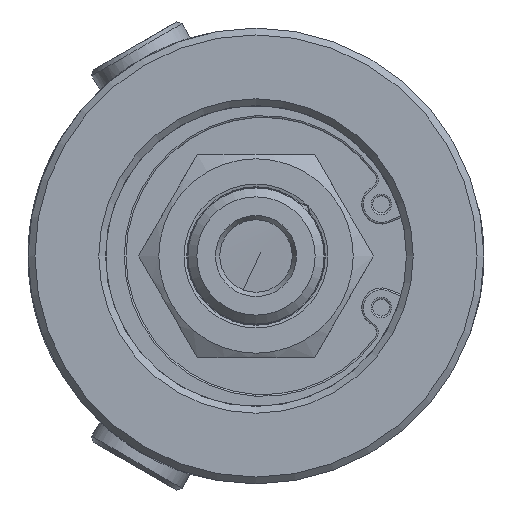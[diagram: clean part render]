
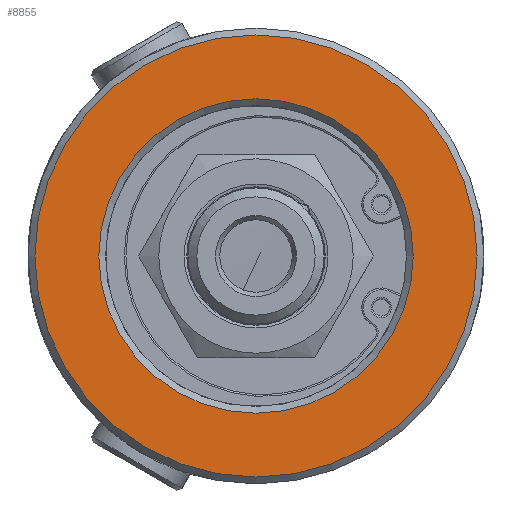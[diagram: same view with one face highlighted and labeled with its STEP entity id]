
A CAD part, left-side view. The second image highlights one B-rep face of the part: STEP entity #8855.
In plain terms, the highlighted face is planar.
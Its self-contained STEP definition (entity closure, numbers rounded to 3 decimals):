
#1984=FACE_OUTER_BOUND('',#2835,.T.);
#2257=PLANE('',#9544);
#2380=FACE_BOUND('',#2836,.T.);
#2835=EDGE_LOOP('',(#7548,#7549));
#2836=EDGE_LOOP('',(#7550,#7551));
#3298=CIRCLE('',#9542,25.925);
#3299=CIRCLE('',#9543,25.925);
#3300=CIRCLE('',#9545,18.435);
#3301=CIRCLE('',#9546,18.435);
#4130=VERTEX_POINT('',#54063);
#4131=VERTEX_POINT('',#54065);
#4132=VERTEX_POINT('',#54069);
#4133=VERTEX_POINT('',#54070);
#5307=EDGE_CURVE('',#4130,#4131,#3298,.T.);
#5308=EDGE_CURVE('',#4131,#4130,#3299,.T.);
#5309=EDGE_CURVE('',#4132,#4133,#3300,.T.);
#5310=EDGE_CURVE('',#4133,#4132,#3301,.T.);
#7548=ORIENTED_EDGE('',*,*,#5308,.F.);
#7549=ORIENTED_EDGE('',*,*,#5307,.F.);
#7550=ORIENTED_EDGE('',*,*,#5309,.T.);
#7551=ORIENTED_EDGE('',*,*,#5310,.T.);
#8855=ADVANCED_FACE('',(#1984,#2380),#2257,.T.);
#9542=AXIS2_PLACEMENT_3D('',#54066,#11297,#11298);
#9543=AXIS2_PLACEMENT_3D('',#54067,#11299,#11300);
#9544=AXIS2_PLACEMENT_3D('',#54068,#11301,#11302);
#9545=AXIS2_PLACEMENT_3D('',#54071,#11303,#11304);
#9546=AXIS2_PLACEMENT_3D('',#54072,#11305,#11306);
#11297=DIRECTION('center_axis',(1.,0.,0.));
#11298=DIRECTION('ref_axis',(0.,1.,0.));
#11299=DIRECTION('center_axis',(1.,0.,0.));
#11300=DIRECTION('ref_axis',(0.,1.,0.));
#11301=DIRECTION('center_axis',(-1.,0.,0.));
#11302=DIRECTION('ref_axis',(0.,0.,1.));
#11303=DIRECTION('center_axis',(1.,0.,0.));
#11304=DIRECTION('ref_axis',(0.,1.,0.));
#11305=DIRECTION('center_axis',(1.,0.,0.));
#11306=DIRECTION('ref_axis',(0.,1.,0.));
#54063=CARTESIAN_POINT('',(0.,-25.925,0.));
#54065=CARTESIAN_POINT('',(0.,25.925,0.));
#54066=CARTESIAN_POINT('Origin',(0.,0.,0.));
#54067=CARTESIAN_POINT('Origin',(0.,0.,0.));
#54068=CARTESIAN_POINT('Origin',(0.,12.963,0.));
#54069=CARTESIAN_POINT('',(0.,18.435,0.));
#54070=CARTESIAN_POINT('',(0.,-18.435,0.));
#54071=CARTESIAN_POINT('Origin',(0.,0.,0.));
#54072=CARTESIAN_POINT('Origin',(0.,0.,0.));
